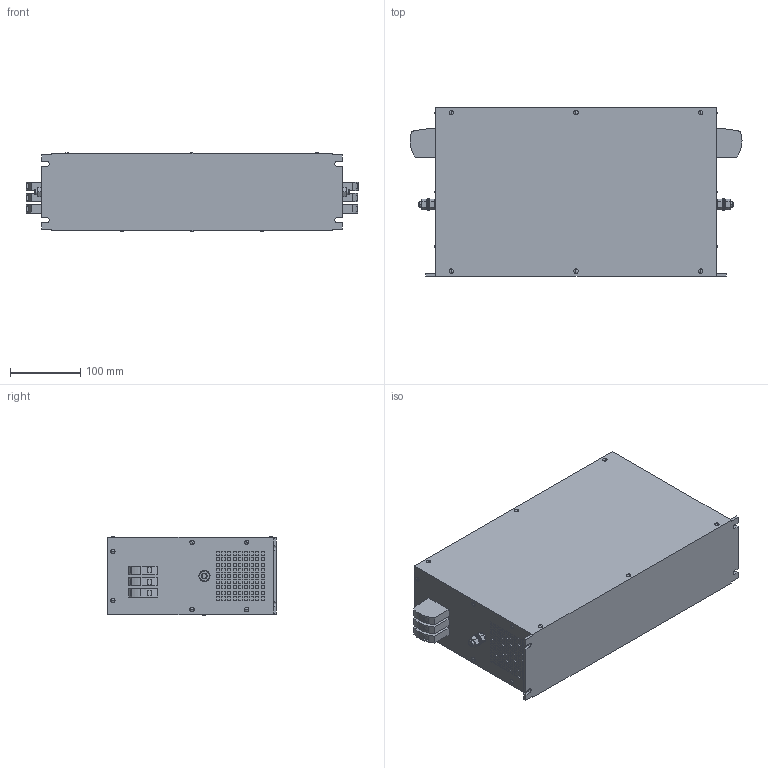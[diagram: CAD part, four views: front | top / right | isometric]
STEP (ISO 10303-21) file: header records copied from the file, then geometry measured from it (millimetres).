
FILE_DESCRIPTION (( 'STEP AP214' ), '1' );
FILE_NAME ('840877.STEP', '2024-08-15T06:48:55', ( '' ), ( '' ), 'SwSTEP 2.0', 'SolidWorks 2022', '' );
FILE_SCHEMA (( 'AUTOMOTIVE_DESIGN' ));
Length unit declared in the file: millimetre
Products named in the file (1): 840877
Bounding box: 473.66 x 240.05 x 112.74 mm (x, y, z)
Volume: 10668532.8 mm3; surface area: 370791.7 mm2
Topology: 1 solids, 1 shells, 2203 faces, 5292 edges, 3505 vertices
Faces by surface type: plane 2049, cylinder 84, sphere 42, cone 28
Entity records: 63144 total; most frequent: CARTESIAN_POINT 11361, ORIENTED_EDGE 10560, DIRECTION 9984, EDGE_CURVE 5280, VECTOR 4960, LINE 4960, VERTEX_POINT 3505, EDGE_LOOP 2629
